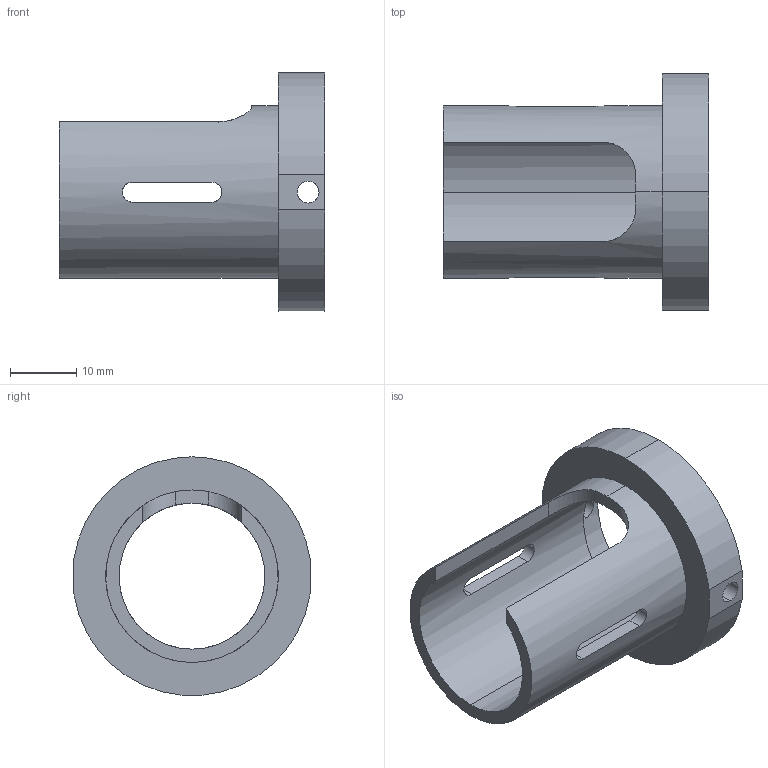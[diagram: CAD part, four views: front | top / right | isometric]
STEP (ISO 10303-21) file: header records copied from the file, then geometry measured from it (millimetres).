
FILE_DESCRIPTION (( 'STEP AP214' ), '1' );
FILE_NAME ('PAN3.2-USI-018-A-Manchon.STEP', '2022-08-04T09:56:03', ( '' ), ( '' ), 'SwSTEP 2.0', 'SolidWorks 2021', '' );
FILE_SCHEMA (( 'AUTOMOTIVE_DESIGN' ));
Length unit declared in the file: millimetre
Products named in the file (1): PAN3.2-USI-018-A-Manchon
Bounding box: 40 x 35.6 x 35.94 mm (x, y, z)
Volume: 7506.2 mm3; surface area: 6836.1 mm2
Topology: 1 solids, 1 shells, 32 faces, 87 edges, 58 vertices
Faces by surface type: cylinder 19, plane 13
Entity records: 1475 total; most frequent: CARTESIAN_POINT 570, ORIENTED_EDGE 174, DIRECTION 163, EDGE_CURVE 87, AXIS2_PLACEMENT_3D 59, VERTEX_POINT 58, VECTOR 45, LINE 45
